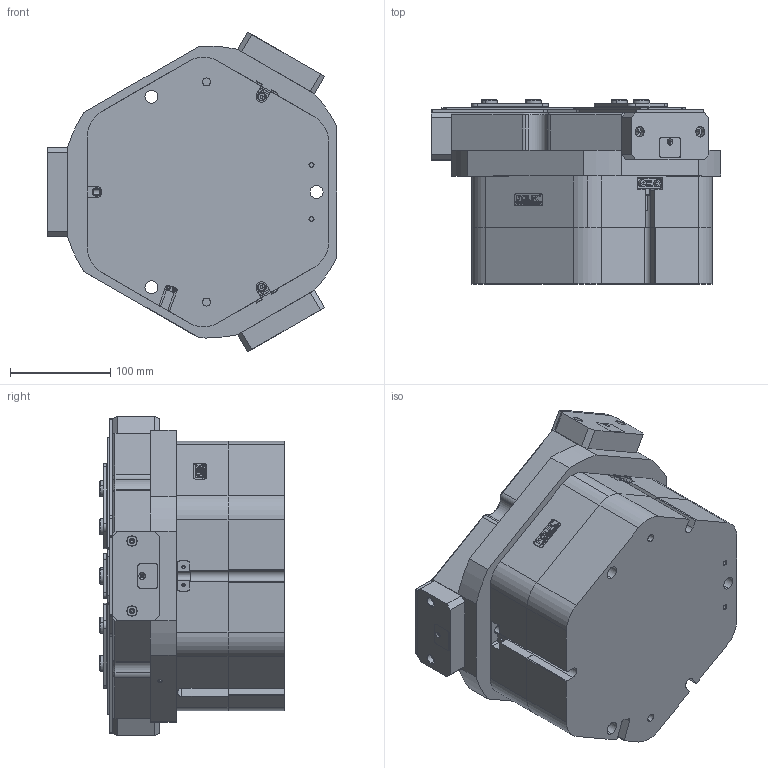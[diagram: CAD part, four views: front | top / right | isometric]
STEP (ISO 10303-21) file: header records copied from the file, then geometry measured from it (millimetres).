
FILE_DESCRIPTION (( 'STEP AP203' ), '1' );
FILE_NAME ('FZ185-292-S-P-NC.STEP', '2025-04-02T05:37:26', ( 'USER-' ), ( 'Microsoft' ), 'SwSTEP 2.0', 'SolidWorks 2018', '' );
FILE_SCHEMA (( 'CONFIG_CONTROL_DESIGN' ));
Length unit declared in the file: millimetre
Products named in the file (19): 电容传感器8x30接近开关; TZT185-292-M-15 耜猾苤裔; TR300-15-1晚假蚾輸; 0-TZT185-292-P; TZT185-292-M-20 囀笢猾啣; TZT185-292-M-12 耜猾极; TZT185-292-M-13 痄雄結啣; ﾏ擎ﾗ16｡ﾁ12｡ﾁ8; 内六角圆柱头螺钉[GBT70_1-2008][M4×8]_M4×8; TZT185-292-M-11 奻葡裔啣; FZ185-292-S-P-NC; TZT185-292-M-01 褲极; TZT185-292-M-06 笢猾啣; TZT185-292-M-NO-05 赻坶菁裔啣; 棠羲換覜ん; TZT185-292-M-14 忒硌薊啣; TZT185-292-S-02 賑輸; 20241226-M4 M4換覜ん揤輸.step; 32x12-R2
Assembly tree (49 placements, depth 3):
  FZ185-292-S-P-NC
    TZT185-292-M-01 褲极
    TZT185-292-S-02 賑輸  x3
    TR300-15-1晚假蚾輸  x3
    TZT185-292-M-06 笢猾啣
    20241226-M4 M4換覜ん揤輸.step  x2
    TZT185-292-M-20 囀笢猾啣  x3
    内六角圆柱头螺钉[GBT70_1-2008][M4×8]_M4×8  x4
    电容传感器8x30接近开关  x2
    32x12-R2
    棠羲換覜ん  x2
    ﾏ擎ﾗ16｡ﾁ12｡ﾁ8  x12
    0-TZT185-292-P
      TZT185-292-M-12 耜猾极  x3
      TZT185-292-M-15 耜猾苤裔  x3
      TZT185-292-M-11 奻葡裔啣
      TZT185-292-M-13 痄雄結啣  x3
      TZT185-292-M-14 忒硌薊啣  x3
    TZT185-292-M-NO-05 赻坶菁裔啣
Bounding box: 289 x 184 x 319.9 mm (x, y, z)
Volume: 8864123.7 mm3; surface area: 763567.6 mm2
Topology: 48 solids, 54 shells, 2929 faces, 7603 edges, 4862 vertices
Faces by surface type: plane 1347, cylinder 794, cone 395, bspline 377, torus 16
Entity records: 68463 total; most frequent: CARTESIAN_POINT 20786, ORIENTED_EDGE 9650, DIRECTION 8673, EDGE_CURVE 4825, VERTEX_POINT 3134, VECTOR 3099, LINE 3099, AXIS2_PLACEMENT_3D 2787
